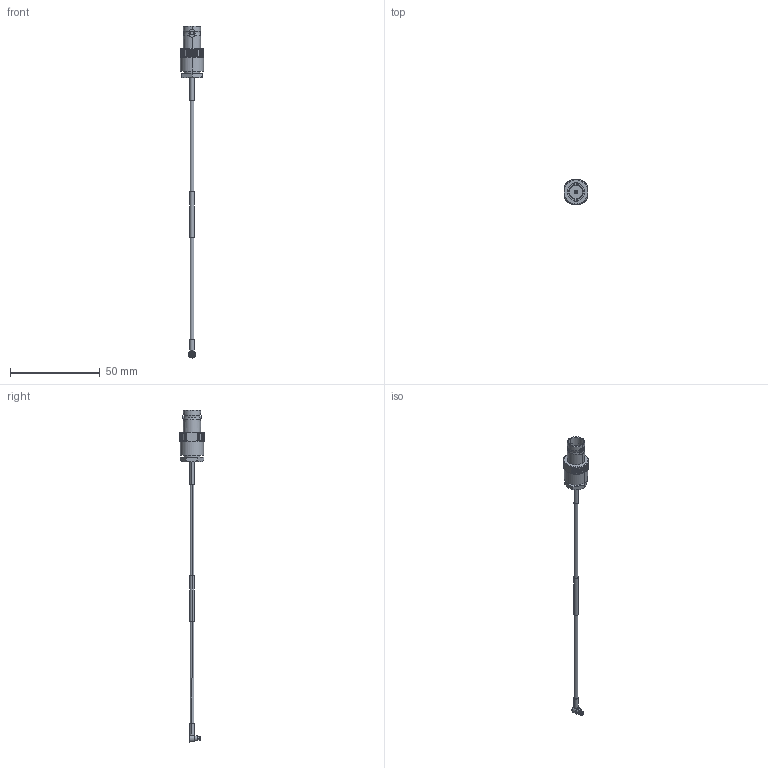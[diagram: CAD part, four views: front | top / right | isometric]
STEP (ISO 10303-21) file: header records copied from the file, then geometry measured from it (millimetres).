
FILE_DESCRIPTION (( 'STEP AP214' ), '1' );
FILE_NAME ('FMC01215_3D.step', '2023-12-01T22:29:37', ( '' ), ( '' ), 'SwSTEP 2.0', 'SolidWorks 2022', '' );
FILE_SCHEMA (( 'AUTOMOTIVE_DESIGN' ));
Length unit declared in the file: inch
Products named in the file (6): FMCN1899; SC5433; HeatShrink_SC5241; FM-SR086CUTN-CL-BULK; Copy of HeatShrink_FMCN1899^FMC01215; FMC01215_3D
Assembly tree (5 placements, depth 2):
  FMC01215_3D
    SC5433
    FM-SR086CUTN-CL-BULK
    Copy of HeatShrink_FMCN1899^FMC01215
    FMCN1899
    HeatShrink_SC5241
Bounding box: 12.95 x 14.48 x 185.09 mm (x, y, z)
Volume: 3276.2 mm3; surface area: 3339.5 mm2
Topology: 6 solids, 6 shells, 364 faces, 989 edges, 652 vertices
Faces by surface type: plane 200, cylinder 103, cone 51, bspline 6, torus 4
Entity records: 13412 total; most frequent: CARTESIAN_POINT 4142, ORIENTED_EDGE 1978, DIRECTION 1691, EDGE_CURVE 989, AXIS2_PLACEMENT_3D 663, VERTEX_POINT 652, EDGE_LOOP 379, LINE 365
